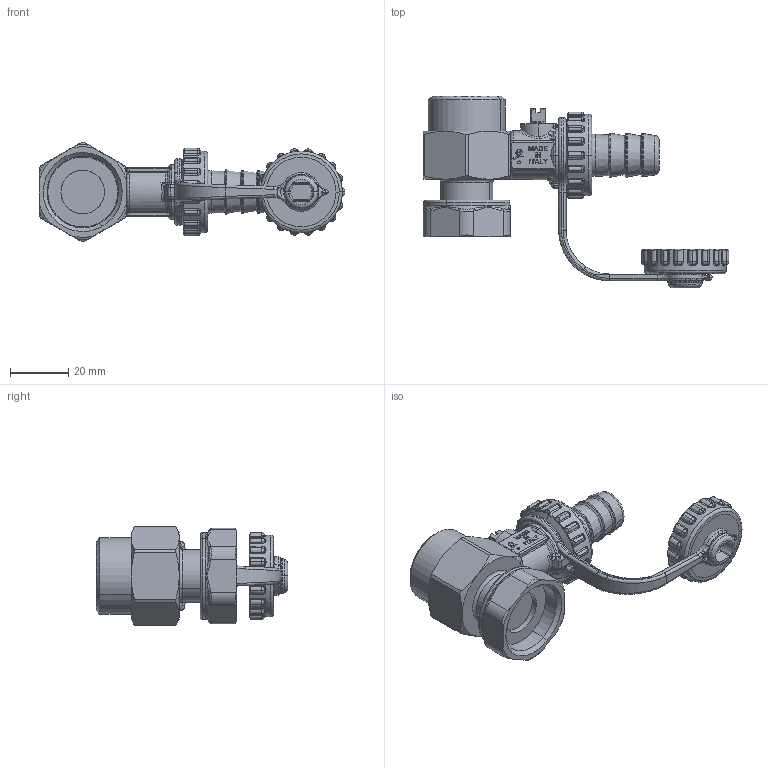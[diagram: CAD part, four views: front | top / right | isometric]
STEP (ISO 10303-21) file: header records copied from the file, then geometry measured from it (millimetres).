
FILE_DESCRIPTION(('CATIA V5 STEP Exchange','CAx-IF Rec.Pracs.--- Model Styling and Organization---1.4--- 2014-01-23','CAx-IF Rec.Pracs.---3D Tessellated Data Validation Properties---0.5---2014-09-14'),'2;1');
FILE_NAME('STEP_F0000680_-_TST.stp','2022-03-23T13:16:35+00:00',('none'),('none'),'CATIA Version 5-6 Release 2019 SP3','CATIA V5 STEP AP242 v1','none');
FILE_SCHEMA(('AP242_MANAGED_MODEL_BASED_3D_ENGINEERING_MIM_LF {1 0 10303 442 1 1 4}'));
Products named in the file (1): F0000680 - TST
Bounding box: 104.96 x 65.77 x 34 mm (x, y, z)
Volume: 44899.7 mm3; surface area: 16465.2 mm2
Topology: 2 solids, 3 shells, 1373 faces, 3478 edges, 2133 vertices
Faces by surface type: plane 350, bspline 345, cylinder 328, cone 168, torus 164, sphere 18
Entity records: 51057 total; most frequent: CARTESIAN_POINT 23532, ORIENTED_EDGE 6916, DIRECTION 3815, EDGE_CURVE 3458, VERTEX_POINT 2133, AXIS2_PLACEMENT_3D 1617, EDGE_LOOP 1427, ADVANCED_FACE 1373
